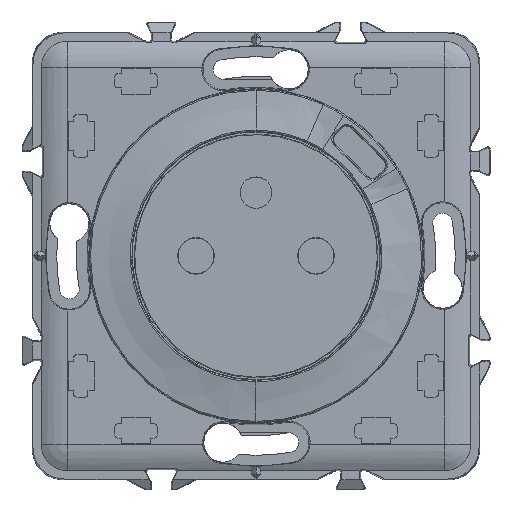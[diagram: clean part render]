
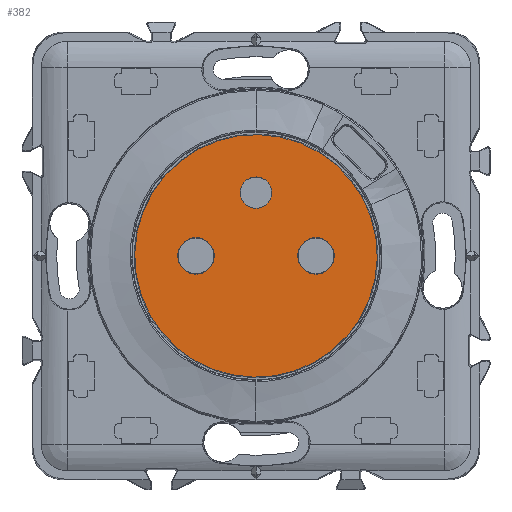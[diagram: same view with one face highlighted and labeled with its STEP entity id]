
A CAD part, top view. The second image highlights one B-rep face of the part: STEP entity #382.
In plain terms, the highlighted planar face has unit normal (0, 0, -1).
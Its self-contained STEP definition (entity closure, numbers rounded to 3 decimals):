
#89=AXIS2_PLACEMENT_3D('Circle Axis2P3D',#87,#88,$) ;
#129=AXIS2_PLACEMENT_3D('Circle Axis2P3D',#127,#128,$) ;
#179=AXIS2_PLACEMENT_3D('Circle Axis2P3D',#177,#178,$) ;
#225=AXIS2_PLACEMENT_3D('Circle Axis2P3D',#223,#224,$) ;
#267=AXIS2_PLACEMENT_3D('Circle Axis2P3D',#265,#266,$) ;
#284=AXIS2_PLACEMENT_3D('Circle Axis2P3D',#282,#283,$) ;
#329=AXIS2_PLACEMENT_3D('Circle Axis2P3D',#327,#328,$) ;
#346=AXIS2_PLACEMENT_3D('Circle Axis2P3D',#344,#345,$) ;
#364=AXIS2_PLACEMENT_3D('Plane Axis2P3D',#361,#362,#363) ;
#42=CARTESIAN_POINT('Vertex',(-9.208,16.855,10.15)) ;
#84=CARTESIAN_POINT('Vertex',(9.208,-16.855,10.15)) ;
#87=CARTESIAN_POINT('Axis2P3D Location',(0.,0.,10.15)) ;
#127=CARTESIAN_POINT('Axis2P3D Location',(0.,0.,10.15)) ;
#174=CARTESIAN_POINT('Vertex',(2.5,10.,10.15)) ;
#177=CARTESIAN_POINT('Axis2P3D Location',(0.,10.,10.15)) ;
#181=CARTESIAN_POINT('Vertex',(-2.5,10.,10.15)) ;
#223=CARTESIAN_POINT('Axis2P3D Location',(0.,10.,10.15)) ;
#246=CARTESIAN_POINT('Vertex',(-12.388,0.,10.15)) ;
#262=CARTESIAN_POINT('Vertex',(-6.612,0.,10.15)) ;
#265=CARTESIAN_POINT('Axis2P3D Location',(-9.5,0.,10.15)) ;
#282=CARTESIAN_POINT('Axis2P3D Location',(-9.5,0.,10.15)) ;
#308=CARTESIAN_POINT('Vertex',(6.612,0.,10.15)) ;
#324=CARTESIAN_POINT('Vertex',(12.388,0.,10.15)) ;
#327=CARTESIAN_POINT('Axis2P3D Location',(9.5,0.,10.15)) ;
#344=CARTESIAN_POINT('Axis2P3D Location',(9.5,0.,10.15)) ;
#361=CARTESIAN_POINT('Axis2P3D Location',(0.,0.,10.15)) ;
#88=DIRECTION('Axis2P3D Direction',(0.,-0.,1.)) ;
#128=DIRECTION('Axis2P3D Direction',(0.,-0.,1.)) ;
#178=DIRECTION('Axis2P3D Direction',(0.,-0.,1.)) ;
#224=DIRECTION('Axis2P3D Direction',(0.,-0.,1.)) ;
#266=DIRECTION('Axis2P3D Direction',(0.,-0.,1.)) ;
#283=DIRECTION('Axis2P3D Direction',(0.,-0.,1.)) ;
#328=DIRECTION('Axis2P3D Direction',(0.,-0.,1.)) ;
#345=DIRECTION('Axis2P3D Direction',(0.,-0.,1.)) ;
#362=DIRECTION('Axis2P3D Direction',(0.,-0.,1.)) ;
#363=DIRECTION('Axis2P3D XDirection',(1.,0.,0.)) ;
#367=ORIENTED_EDGE('',*,*,#131,.F.) ;
#368=ORIENTED_EDGE('',*,*,#91,.F.) ;
#371=ORIENTED_EDGE('',*,*,#331,.T.) ;
#372=ORIENTED_EDGE('',*,*,#348,.T.) ;
#375=ORIENTED_EDGE('',*,*,#269,.T.) ;
#376=ORIENTED_EDGE('',*,*,#286,.T.) ;
#379=ORIENTED_EDGE('',*,*,#183,.T.) ;
#380=ORIENTED_EDGE('',*,*,#227,.T.) ;
#373=FACE_BOUND('',#370,.T.) ;
#377=FACE_BOUND('',#374,.T.) ;
#381=FACE_BOUND('',#378,.T.) ;
#382=ADVANCED_FACE('Surface.6',(#369,#373,#377,#381),#365,.F.) ;
#90=CIRCLE('generated circle',#89,19.206) ;
#130=CIRCLE('generated circle',#129,19.206) ;
#180=CIRCLE('generated circle',#179,2.5) ;
#226=CIRCLE('generated circle',#225,2.5) ;
#268=CIRCLE('generated circle',#267,2.888) ;
#285=CIRCLE('generated circle',#284,2.888) ;
#330=CIRCLE('generated circle',#329,2.888) ;
#347=CIRCLE('generated circle',#346,2.888) ;
#91=EDGE_CURVE('',#85,#43,#90,.T.) ;
#131=EDGE_CURVE('',#43,#85,#130,.T.) ;
#183=EDGE_CURVE('',#182,#175,#180,.T.) ;
#227=EDGE_CURVE('',#175,#182,#226,.T.) ;
#269=EDGE_CURVE('',#247,#263,#268,.T.) ;
#286=EDGE_CURVE('',#263,#247,#285,.T.) ;
#331=EDGE_CURVE('',#309,#325,#330,.T.) ;
#348=EDGE_CURVE('',#325,#309,#347,.T.) ;
#366=EDGE_LOOP('',(#367,#368)) ;
#370=EDGE_LOOP('',(#371,#372)) ;
#374=EDGE_LOOP('',(#375,#376)) ;
#378=EDGE_LOOP('',(#379,#380)) ;
#369=FACE_OUTER_BOUND('',#366,.T.) ;
#365=PLANE('',#364) ;
#43=VERTEX_POINT('',#42) ;
#85=VERTEX_POINT('',#84) ;
#175=VERTEX_POINT('',#174) ;
#182=VERTEX_POINT('',#181) ;
#247=VERTEX_POINT('',#246) ;
#263=VERTEX_POINT('',#262) ;
#309=VERTEX_POINT('',#308) ;
#325=VERTEX_POINT('',#324) ;
